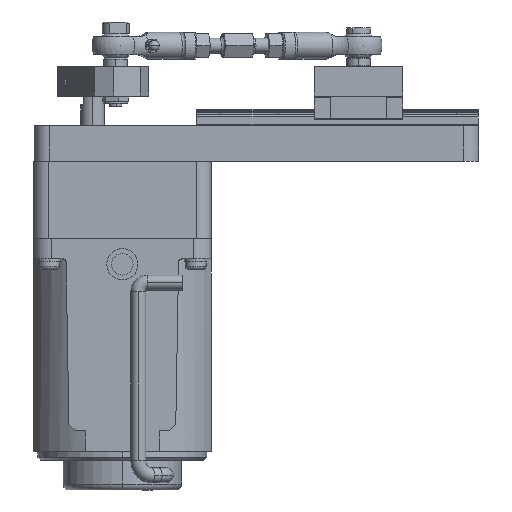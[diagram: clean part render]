
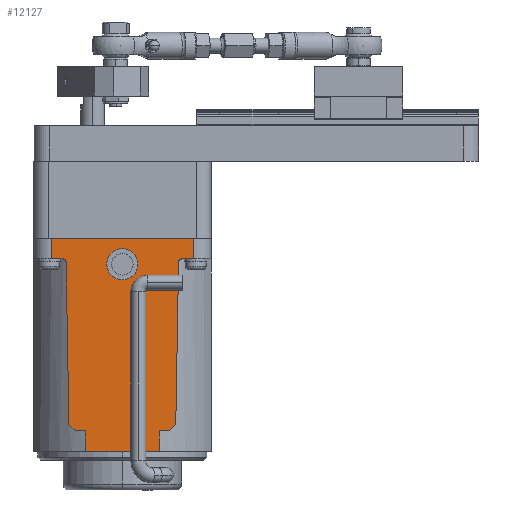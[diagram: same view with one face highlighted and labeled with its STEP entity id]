
A CAD part, left-side view. The second image highlights one B-rep face of the part: STEP entity #12127.
In plain terms, the highlighted face is planar.
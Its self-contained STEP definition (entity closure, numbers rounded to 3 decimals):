
#442 = AXIS2_PLACEMENT_3D ( 'NONE', #4156, #4157, #4158 ) ;
#474 = AXIS2_PLACEMENT_3D ( 'NONE', #4334, #4335, #4336 ) ;
#475 = AXIS2_PLACEMENT_3D ( 'NONE', #4352, #4353, #4354 ) ;
#476 = AXIS2_PLACEMENT_3D ( 'NONE', #4356, #4357, #4358 ) ;
#2004 = CIRCLE ( 'NONE', #442, 5.25 ) ;
#2068 = LINE ( 'NONE', #4266, #2070 ) ;
#2069 = LINE ( 'NONE', #4321, #2080 ) ;
#2070 = VECTOR ( 'NONE', #4262, 1000. ) ;
#2076 = LINE ( 'NONE', #4316, #2078 ) ;
#2077 = CIRCLE ( 'NONE', #474, 1. ) ;
#2078 = VECTOR ( 'NONE', #4317, 1000. ) ;
#2079 = LINE ( 'NONE', #4327, #2082 ) ;
#2080 = VECTOR ( 'NONE', #4326, 1000. ) ;
#2081 = LINE ( 'NONE', #4329, #2084 ) ;
#2082 = VECTOR ( 'NONE', #4328, 1000. ) ;
#2083 = LINE ( 'NONE', #4333, #2095 ) ;
#2084 = VECTOR ( 'NONE', #4331, 1000. ) ;
#2085 = LINE ( 'NONE', #4330, #2087 ) ;
#2086 = LINE ( 'NONE', #4337, #2089 ) ;
#2087 = VECTOR ( 'NONE', #4325, 1000. ) ;
#2088 = LINE ( 'NONE', #4339, #2091 ) ;
#2089 = VECTOR ( 'NONE', #4338, 1000. ) ;
#2090 = LINE ( 'NONE', #4341, #2093 ) ;
#2091 = VECTOR ( 'NONE', #4340, 1000. ) ;
#2092 = LINE ( 'NONE', #4332, #2097 ) ;
#2093 = VECTOR ( 'NONE', #4343, 1000. ) ;
#2094 = LINE ( 'NONE', #4342, #2099 ) ;
#2095 = VECTOR ( 'NONE', #4344, 1000. ) ;
#2097 = VECTOR ( 'NONE', #4345, 1000. ) ;
#2098 = LINE ( 'NONE', #4347, #2101 ) ;
#2099 = VECTOR ( 'NONE', #4346, 1000. ) ;
#2100 = LINE ( 'NONE', #4349, #2103 ) ;
#2101 = VECTOR ( 'NONE', #4348, 1000. ) ;
#2102 = CIRCLE ( 'NONE', #475, 1. ) ;
#2103 = VECTOR ( 'NONE', #4350, 1000. ) ;
#2104 = CIRCLE ( 'NONE', #476, 5.25 ) ;
#4156 = CARTESIAN_POINT ( 'NONE',  ( -8.8, 0., 30. ) ) ;
#4157 = DIRECTION ( 'NONE',  ( 0., 0., 1. ) ) ;
#4158 = DIRECTION ( 'NONE',  ( -1., 0., 0. ) ) ;
#4262 = DIRECTION ( 'NONE',  ( 0., 1., 0. ) ) ;
#4266 = CARTESIAN_POINT ( 'NONE',  ( 0., 30., 30. ) ) ;
#4316 = CARTESIAN_POINT ( 'NONE',  ( -7., 0., 30. ) ) ;
#4317 = DIRECTION ( 'NONE',  ( 0., 1., 0. ) ) ;
#4321 = CARTESIAN_POINT ( 'NONE',  ( 0., -24., 30. ) ) ;
#4325 = DIRECTION ( 'NONE',  ( -1., -0.017, 0. ) ) ;
#4326 = DIRECTION ( 'NONE',  ( 1., 0., 0. ) ) ;
#4327 = CARTESIAN_POINT ( 'NONE',  ( 0., 24., 30. ) ) ;
#4328 = DIRECTION ( 'NONE',  ( -1., 0., 0. ) ) ;
#4329 = CARTESIAN_POINT ( 'NONE',  ( -7., 0., 30. ) ) ;
#4330 = CARTESIAN_POINT ( 'NONE',  ( -65., 18., 30. ) ) ;
#4331 = DIRECTION ( 'NONE',  ( 0., 1., 0. ) ) ;
#4332 = CARTESIAN_POINT ( 'NONE',  ( -7., -12.5, 30. ) ) ;
#4333 = CARTESIAN_POINT ( 'NONE',  ( -72., 0., 30. ) ) ;
#4334 = CARTESIAN_POINT ( 'NONE',  ( -8., 19.983, 30. ) ) ;
#4335 = DIRECTION ( 'NONE',  ( 0., 0., -1. ) ) ;
#4336 = DIRECTION ( 'NONE',  ( -1., 0., 0. ) ) ;
#4337 = CARTESIAN_POINT ( 'NONE',  ( -65., 15.965, 30. ) ) ;
#4338 = DIRECTION ( 'NONE',  ( -0.695, -0.719, 0. ) ) ;
#4339 = CARTESIAN_POINT ( 'NONE',  ( -65., -18., 30. ) ) ;
#4340 = DIRECTION ( 'NONE',  ( 0., -1., 0. ) ) ;
#4341 = CARTESIAN_POINT ( 'NONE',  ( -7., 12.5, 30. ) ) ;
#4342 = CARTESIAN_POINT ( 'NONE',  ( -65., -18., 30. ) ) ;
#4343 = DIRECTION ( 'NONE',  ( 1., 0., 0. ) ) ;
#4344 = DIRECTION ( 'NONE',  ( 0., 1., 0. ) ) ;
#4345 = DIRECTION ( 'NONE',  ( -1., 0., 0. ) ) ;
#4346 = DIRECTION ( 'NONE',  ( 0., -1., 0. ) ) ;
#4347 = CARTESIAN_POINT ( 'NONE',  ( -62.965, -18.035, 30. ) ) ;
#4348 = DIRECTION ( 'NONE',  ( 0.707, -0.707, 0. ) ) ;
#4349 = CARTESIAN_POINT ( 'NONE',  ( -7., -19., 30. ) ) ;
#4350 = DIRECTION ( 'NONE',  ( 1., -0.017, 0. ) ) ;
#4352 = CARTESIAN_POINT ( 'NONE',  ( -8., -19.983, 30. ) ) ;
#4353 = DIRECTION ( 'NONE',  ( 0., 0., -1. ) ) ;
#4354 = DIRECTION ( 'NONE',  ( -1., 0., 0. ) ) ;
#4356 = CARTESIAN_POINT ( 'NONE',  ( -8.8, 0., 30. ) ) ;
#4357 = DIRECTION ( 'NONE',  ( 0., 0., 1. ) ) ;
#4358 = DIRECTION ( 'NONE',  ( -1., 0., 0. ) ) ;
#6157 = CARTESIAN_POINT ( 'NONE',  ( -7., -24., 30. ) ) ;
#6158 = CARTESIAN_POINT ( 'NONE',  ( -7., 24., 30. ) ) ;
#6162 = CARTESIAN_POINT ( 'NONE',  ( 0., -24., 30. ) ) ;
#6166 = CARTESIAN_POINT ( 'NONE',  ( -65., -12.5, 30. ) ) ;
#6167 = CARTESIAN_POINT ( 'NONE',  ( 0., 24., 30. ) ) ;
#6168 = CARTESIAN_POINT ( 'NONE',  ( -72., -12.5, 30. ) ) ;
#6169 = CARTESIAN_POINT ( 'NONE',  ( -7., -19.983, 30. ) ) ;
#6170 = CARTESIAN_POINT ( 'NONE',  ( -72., 12.5, 30. ) ) ;
#6171 = CARTESIAN_POINT ( 'NONE',  ( -7., 19.983, 30. ) ) ;
#6173 = CARTESIAN_POINT ( 'NONE',  ( -7.983, 18.983, 30. ) ) ;
#6174 = CARTESIAN_POINT ( 'NONE',  ( -63., 18.034, 30. ) ) ;
#6175 = CARTESIAN_POINT ( 'NONE',  ( -65., 15.965, 30. ) ) ;
#6176 = CARTESIAN_POINT ( 'NONE',  ( -65., 12.5, 30. ) ) ;
#6180 = CARTESIAN_POINT ( 'NONE',  ( -65., -16., 30. ) ) ;
#6181 = CARTESIAN_POINT ( 'NONE',  ( -62.965, -18.035, 30. ) ) ;
#6182 = CARTESIAN_POINT ( 'NONE',  ( -7.983, -18.983, 30. ) ) ;
#8905 = CARTESIAN_POINT ( 'NONE',  ( -3.55, 0., 30. ) ) ;
#8911 = CARTESIAN_POINT ( 'NONE',  ( -14.05, 0., 30. ) ) ;
#9673 = ORIENTED_EDGE ( 'NONE', *, *, #15786, .F. ) ;
#9675 = ORIENTED_EDGE ( 'NONE', *, *, #15787, .T. ) ;
#11128 = ORIENTED_EDGE ( 'NONE', *, *, #15799, .T. ) ;
#11129 = ORIENTED_EDGE ( 'NONE', *, *, #15800, .T. ) ;
#11130 = ORIENTED_EDGE ( 'NONE', *, *, #15801, .F. ) ;
#11135 = ORIENTED_EDGE ( 'NONE', *, *, #15734, .F. ) ;
#11153 = ORIENTED_EDGE ( 'NONE', *, *, #15791, .T. ) ;
#11154 = ORIENTED_EDGE ( 'NONE', *, *, #15790, .T. ) ;
#11155 = ORIENTED_EDGE ( 'NONE', *, *, #15789, .F. ) ;
#11156 = ORIENTED_EDGE ( 'NONE', *, *, #15788, .T. ) ;
#11158 = ORIENTED_EDGE ( 'NONE', *, *, #15796, .F. ) ;
#11159 = ORIENTED_EDGE ( 'NONE', *, *, #15794, .F. ) ;
#11160 = ORIENTED_EDGE ( 'NONE', *, *, #15793, .T. ) ;
#11161 = ORIENTED_EDGE ( 'NONE', *, *, #15795, .F. ) ;
#11162 = ORIENTED_EDGE ( 'NONE', *, *, #15792, .T. ) ;
#11165 = ORIENTED_EDGE ( 'NONE', *, *, #15778, .T. ) ;
#11166 = ORIENTED_EDGE ( 'NONE', *, *, #15798, .T. ) ;
#11167 = ORIENTED_EDGE ( 'NONE', *, *, #15797, .T. ) ;
#12127 = ADVANCED_FACE ( 'NONE', ( #23344, #23350 ), #22934, .F. ) ;
#15734 = EDGE_CURVE ( 'NONE', #19368, #19373, #2004, .T. ) ;
#15778 = EDGE_CURVE ( 'NONE', #16241, #16246, #2068, .T. ) ;
#15786 = EDGE_CURVE ( 'NONE', #16236, #16248, #2076, .T. ) ;
#15787 = EDGE_CURVE ( 'NONE', #16236, #16241, #2069, .T. ) ;
#15788 = EDGE_CURVE ( 'NONE', #16246, #16237, #2079, .T. ) ;
#15789 = EDGE_CURVE ( 'NONE', #16250, #16237, #2081, .T. ) ;
#15790 = EDGE_CURVE ( 'NONE', #16250, #16252, #2077, .T. ) ;
#15791 = EDGE_CURVE ( 'NONE', #16252, #16253, #2085, .T. ) ;
#15792 = EDGE_CURVE ( 'NONE', #16253, #16254, #2086, .T. ) ;
#15793 = EDGE_CURVE ( 'NONE', #16254, #16255, #2088, .T. ) ;
#15794 = EDGE_CURVE ( 'NONE', #16249, #16255, #2090, .T. ) ;
#15795 = EDGE_CURVE ( 'NONE', #16247, #16249, #2083, .T. ) ;
#15796 = EDGE_CURVE ( 'NONE', #16245, #16247, #2092, .T. ) ;
#15797 = EDGE_CURVE ( 'NONE', #16245, #16259, #2094, .T. ) ;
#15798 = EDGE_CURVE ( 'NONE', #16259, #16260, #2098, .T. ) ;
#15799 = EDGE_CURVE ( 'NONE', #16260, #16261, #2100, .T. ) ;
#15800 = EDGE_CURVE ( 'NONE', #16261, #16248, #2102, .T. ) ;
#15801 = EDGE_CURVE ( 'NONE', #19373, #19368, #2104, .T. ) ;
#16236 = VERTEX_POINT ( 'NONE', #6157 ) ;
#16237 = VERTEX_POINT ( 'NONE', #6158 ) ;
#16241 = VERTEX_POINT ( 'NONE', #6162 ) ;
#16245 = VERTEX_POINT ( 'NONE', #6166 ) ;
#16246 = VERTEX_POINT ( 'NONE', #6167 ) ;
#16247 = VERTEX_POINT ( 'NONE', #6168 ) ;
#16248 = VERTEX_POINT ( 'NONE', #6169 ) ;
#16249 = VERTEX_POINT ( 'NONE', #6170 ) ;
#16250 = VERTEX_POINT ( 'NONE', #6171 ) ;
#16252 = VERTEX_POINT ( 'NONE', #6173 ) ;
#16253 = VERTEX_POINT ( 'NONE', #6174 ) ;
#16254 = VERTEX_POINT ( 'NONE', #6175 ) ;
#16255 = VERTEX_POINT ( 'NONE', #6176 ) ;
#16259 = VERTEX_POINT ( 'NONE', #6180 ) ;
#16260 = VERTEX_POINT ( 'NONE', #6181 ) ;
#16261 = VERTEX_POINT ( 'NONE', #6182 ) ;
#19013 = EDGE_LOOP ( 'NONE', ( #11130, #11135 ) ) ;
#19032 = EDGE_LOOP ( 'NONE', ( #9673, #9675, #11165, #11156, #11155, #11154, #11153, #11162, #11160, #11159, #11161, #11158, #11167, #11166, #11128, #11129 ) ) ;
#19368 = VERTEX_POINT ( 'NONE', #8905 ) ;
#19373 = VERTEX_POINT ( 'NONE', #8911 ) ;
#22510 = AXIS2_PLACEMENT_3D ( 'NONE', #22932, #22930, #22936 ) ;
#22930 = DIRECTION ( 'NONE',  ( 0., 0., -1. ) ) ;
#22932 = CARTESIAN_POINT ( 'NONE',  ( 0., 0., 30. ) ) ;
#22934 = PLANE ( 'NONE',  #22510 ) ;
#22936 = DIRECTION ( 'NONE',  ( -1., 0., 0. ) ) ;
#23344 = FACE_OUTER_BOUND ( 'NONE', #19032, .T. ) ;
#23350 = FACE_BOUND ( 'NONE', #19013, .T. ) ;
